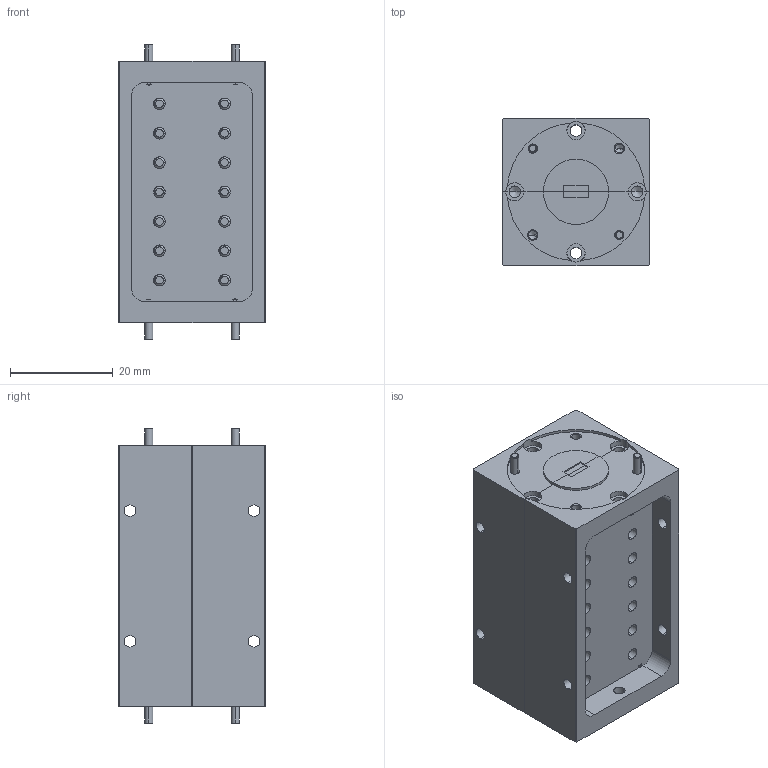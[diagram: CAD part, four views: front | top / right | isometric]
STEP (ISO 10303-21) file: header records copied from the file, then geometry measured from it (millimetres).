
FILE_DESCRIPTION (( 'STEP AP203' ), '1' );
FILE_NAME ('SWF-51333340-19-B1.STEP', '2019-06-11T19:29:16', ( '' ), ( '' ), 'SwSTEP 2.0', 'SolidWorks 2016', '' );
FILE_SCHEMA (( 'CONFIG_CONTROL_DESIGN' ));
Length unit declared in the file: inch
Products named in the file (1): SWF-51333340-19-B1
Bounding box: 28.57 x 28.57 x 57.53 mm (x, y, z)
Volume: 29832.2 mm3; surface area: 17275.6 mm2
Topology: 20 solids, 20 shells, 1548 faces, 4146 edges, 2658 vertices
Faces by surface type: cylinder 1058, cone 238, plane 224, bspline 28
Entity records: 68881 total; most frequent: CARTESIAN_POINT 35089, ORIENTED_EDGE 8244, DIRECTION 6014, EDGE_CURVE 4122, VERTEX_POINT 2658, AXIS2_PLACEMENT_3D 2237, EDGE_LOOP 1680, ADVANCED_FACE 1548
